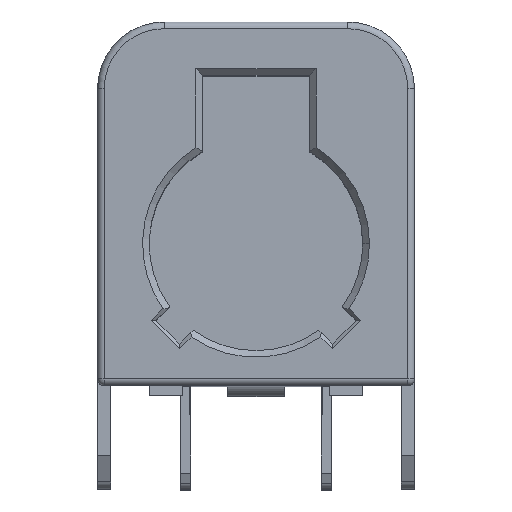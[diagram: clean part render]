
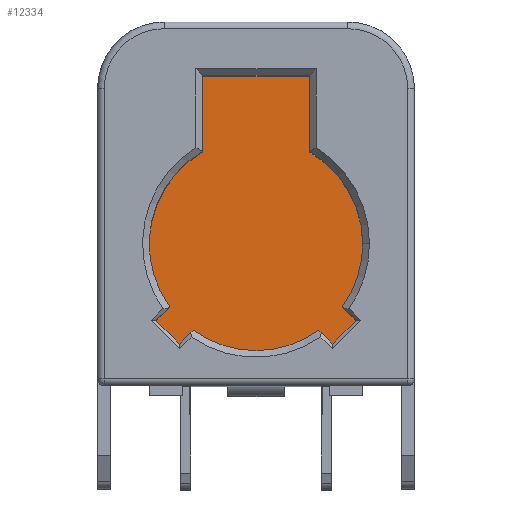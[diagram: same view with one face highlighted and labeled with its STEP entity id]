
A CAD part, top view. The second image highlights one B-rep face of the part: STEP entity #12334.
In plain terms, the highlighted planar face has unit normal (0, 0, 1).
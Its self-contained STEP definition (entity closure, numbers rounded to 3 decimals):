
#34 = VERTEX_POINT ( 'NONE', #7298 ) ;
#76 = CARTESIAN_POINT ( 'NONE',  ( 1.6, 5.05, -2. ) ) ;
#158 = CARTESIAN_POINT ( 'NONE',  ( 0., 0., -2. ) ) ;
#340 = VECTOR ( 'NONE', #837, 1000. ) ;
#419 = VERTEX_POINT ( 'NONE', #8332 ) ;
#664 = FACE_OUTER_BOUND ( 'NONE', #8350, .T. ) ;
#749 = VERTEX_POINT ( 'NONE', #2419 ) ;
#830 = CARTESIAN_POINT ( 'NONE',  ( 1.881, -2.589, -2. ) ) ;
#837 = DIRECTION ( 'NONE',  ( 1., 0., 0. ) ) ;
#939 = ORIENTED_EDGE ( 'NONE', *, *, #13848, .T. ) ;
#1094 = EDGE_CURVE ( 'NONE', #5954, #34, #3305, .T. ) ;
#1187 = CARTESIAN_POINT ( 'NONE',  ( 0., 0., -2. ) ) ;
#1224 = DIRECTION ( 'NONE',  ( 1., 0., 0. ) ) ;
#1303 = LINE ( 'NONE', #8053, #6207 ) ;
#1465 = CIRCLE ( 'NONE', #3308, 3.2 ) ;
#1509 = EDGE_CURVE ( 'NONE', #12190, #5706, #1303, .T. ) ;
#1613 = VERTEX_POINT ( 'NONE', #4147 ) ;
#1638 = ORIENTED_EDGE ( 'NONE', *, *, #2512, .F. ) ;
#1695 = CARTESIAN_POINT ( 'NONE',  ( 3.005, -2.298, -2. ) ) ;
#1718 = ORIENTED_EDGE ( 'NONE', *, *, #4282, .T. ) ;
#1914 = AXIS2_PLACEMENT_3D ( 'NONE', #158, #7861, #1224 ) ;
#2146 = EDGE_CURVE ( 'NONE', #9520, #5954, #8725, .T. ) ;
#2202 = VECTOR ( 'NONE', #8398, 1000. ) ;
#2392 = VERTEX_POINT ( 'NONE', #11021 ) ;
#2419 = CARTESIAN_POINT ( 'NONE',  ( -1.881, -2.589, -2. ) ) ;
#2512 = EDGE_CURVE ( 'NONE', #419, #2392, #12757, .T. ) ;
#2634 = ORIENTED_EDGE ( 'NONE', *, *, #11969, .F. ) ;
#2986 = ORIENTED_EDGE ( 'NONE', *, *, #4883, .F. ) ;
#3159 = DIRECTION ( 'NONE',  ( 1., 0., 0. ) ) ;
#3167 = ORIENTED_EDGE ( 'NONE', *, *, #12864, .F. ) ;
#3236 = AXIS2_PLACEMENT_3D ( 'NONE', #1187, #10211, #9098 ) ;
#3250 = VECTOR ( 'NONE', #3299, 1000. ) ;
#3260 = ORIENTED_EDGE ( 'NONE', *, *, #11375, .T. ) ;
#3283 = VECTOR ( 'NONE', #13917, 1000. ) ;
#3299 = DIRECTION ( 'NONE',  ( 0.707, 0.707, 0. ) ) ;
#3305 = LINE ( 'NONE', #14261, #340 ) ;
#3308 = AXIS2_PLACEMENT_3D ( 'NONE', #7056, #6005, #7116 ) ;
#4059 = ORIENTED_EDGE ( 'NONE', *, *, #14197, .T. ) ;
#4147 = CARTESIAN_POINT ( 'NONE',  ( -2.298, -3.005, -2. ) ) ;
#4262 = CARTESIAN_POINT ( 'NONE',  ( 0., 0., -2. ) ) ;
#4282 = EDGE_CURVE ( 'NONE', #13417, #7061, #7763, .T. ) ;
#4391 = CARTESIAN_POINT ( 'NONE',  ( 3.005, -2.298, -2. ) ) ;
#4465 = VERTEX_POINT ( 'NONE', #830 ) ;
#4509 = CARTESIAN_POINT ( 'NONE',  ( 2.298, -3.005, -2. ) ) ;
#4883 = EDGE_CURVE ( 'NONE', #34, #7061, #13523, .T. ) ;
#4893 = CARTESIAN_POINT ( 'NONE',  ( 0., 0., -2. ) ) ;
#5706 = VERTEX_POINT ( 'NONE', #4509 ) ;
#5762 = ORIENTED_EDGE ( 'NONE', *, *, #1094, .F. ) ;
#5938 = LINE ( 'NONE', #7848, #12104 ) ;
#5954 = VERTEX_POINT ( 'NONE', #8225 ) ;
#6005 = DIRECTION ( 'NONE',  ( 0., 0., 1. ) ) ;
#6056 = LINE ( 'NONE', #14439, #9243 ) ;
#6064 = DIRECTION ( 'NONE',  ( -0.707, -0.707, 0. ) ) ;
#6100 = CARTESIAN_POINT ( 'NONE',  ( -1.6, 5.05, -2. ) ) ;
#6207 = VECTOR ( 'NONE', #6064, 1000. ) ;
#6635 = EDGE_CURVE ( 'NONE', #749, #1613, #5938, .T. ) ;
#6645 = CARTESIAN_POINT ( 'NONE',  ( 3.2, 0., -2. ) ) ;
#6703 = DIRECTION ( 'NONE',  ( -0.707, -0.707, 0. ) ) ;
#6729 = PLANE ( 'NONE',  #1914 ) ;
#7056 = CARTESIAN_POINT ( 'NONE',  ( 0., 0., -2. ) ) ;
#7061 = VERTEX_POINT ( 'NONE', #8427 ) ;
#7116 = DIRECTION ( 'NONE',  ( 1., 0., 0. ) ) ;
#7298 = CARTESIAN_POINT ( 'NONE',  ( 1.6, 5.05, -2. ) ) ;
#7311 = CARTESIAN_POINT ( 'NONE',  ( 2.589, -1.881, -2. ) ) ;
#7763 = CIRCLE ( 'NONE', #10714, 3.2 ) ;
#7848 = CARTESIAN_POINT ( 'NONE',  ( -2.298, -3.005, -2. ) ) ;
#7852 = CARTESIAN_POINT ( 'NONE',  ( -1.6, 2.771, -2. ) ) ;
#7861 = DIRECTION ( 'NONE',  ( 0., 0., 1. ) ) ;
#8053 = CARTESIAN_POINT ( 'NONE',  ( 2.298, -3.005, -2. ) ) ;
#8225 = CARTESIAN_POINT ( 'NONE',  ( -1.6, 5.05, -2. ) ) ;
#8241 = CIRCLE ( 'NONE', #11069, 3.2 ) ;
#8332 = CARTESIAN_POINT ( 'NONE',  ( -3.005, -2.298, -2. ) ) ;
#8350 = EDGE_LOOP ( 'NONE', ( #939, #1638, #14129, #11139, #3260, #3167, #10400, #2634, #4059, #1718, #2986, #5762, #8543 ) ) ;
#8398 = DIRECTION ( 'NONE',  ( 0., 1., 0. ) ) ;
#8427 = CARTESIAN_POINT ( 'NONE',  ( 1.6, 2.771, -2. ) ) ;
#8543 = ORIENTED_EDGE ( 'NONE', *, *, #2146, .F. ) ;
#8586 = LINE ( 'NONE', #1695, #3283 ) ;
#8725 = LINE ( 'NONE', #6100, #2202 ) ;
#9098 = DIRECTION ( 'NONE',  ( 1., 0., 0. ) ) ;
#9243 = VECTOR ( 'NONE', #11122, 1000. ) ;
#9346 = EDGE_CURVE ( 'NONE', #1613, #419, #9359, .T. ) ;
#9359 = LINE ( 'NONE', #12631, #12009 ) ;
#9520 = VERTEX_POINT ( 'NONE', #7852 ) ;
#9865 = VECTOR ( 'NONE', #13608, 1000. ) ;
#9968 = CARTESIAN_POINT ( 'NONE',  ( -2.589, -1.881, -2. ) ) ;
#10211 = DIRECTION ( 'NONE',  ( 0., 0., 1. ) ) ;
#10400 = ORIENTED_EDGE ( 'NONE', *, *, #1509, .F. ) ;
#10454 = DIRECTION ( 'NONE',  ( -0.707, 0.707, 0. ) ) ;
#10648 = DIRECTION ( 'NONE',  ( 0., 0., 1. ) ) ;
#10714 = AXIS2_PLACEMENT_3D ( 'NONE', #4893, #10648, #12821 ) ;
#11021 = CARTESIAN_POINT ( 'NONE',  ( -2.589, -1.881, -2. ) ) ;
#11069 = AXIS2_PLACEMENT_3D ( 'NONE', #4262, #11968, #3159 ) ;
#11122 = DIRECTION ( 'NONE',  ( -0.707, 0.707, 0. ) ) ;
#11139 = ORIENTED_EDGE ( 'NONE', *, *, #6635, .F. ) ;
#11375 = EDGE_CURVE ( 'NONE', #749, #4465, #8241, .T. ) ;
#11488 = CIRCLE ( 'NONE', #3236, 3.2 ) ;
#11968 = DIRECTION ( 'NONE',  ( 0., 0., 1. ) ) ;
#11969 = EDGE_CURVE ( 'NONE', #12041, #12190, #8586, .T. ) ;
#12009 = VECTOR ( 'NONE', #10454, 1000. ) ;
#12041 = VERTEX_POINT ( 'NONE', #7311 ) ;
#12104 = VECTOR ( 'NONE', #6703, 1000. ) ;
#12190 = VERTEX_POINT ( 'NONE', #4391 ) ;
#12334 = ADVANCED_FACE ( 'NONE', ( #664 ), #6729, .T. ) ;
#12631 = CARTESIAN_POINT ( 'NONE',  ( -3.005, -2.298, -2. ) ) ;
#12757 = LINE ( 'NONE', #9968, #3250 ) ;
#12821 = DIRECTION ( 'NONE',  ( 1., 0., 0. ) ) ;
#12864 = EDGE_CURVE ( 'NONE', #5706, #4465, #6056, .T. ) ;
#13417 = VERTEX_POINT ( 'NONE', #6645 ) ;
#13523 = LINE ( 'NONE', #76, #9865 ) ;
#13608 = DIRECTION ( 'NONE',  ( 0., -1., 0. ) ) ;
#13848 = EDGE_CURVE ( 'NONE', #9520, #2392, #1465, .T. ) ;
#13917 = DIRECTION ( 'NONE',  ( 0.707, -0.707, 0. ) ) ;
#14129 = ORIENTED_EDGE ( 'NONE', *, *, #9346, .F. ) ;
#14197 = EDGE_CURVE ( 'NONE', #12041, #13417, #11488, .T. ) ;
#14261 = CARTESIAN_POINT ( 'NONE',  ( -1.6, 5.05, -2. ) ) ;
#14439 = CARTESIAN_POINT ( 'NONE',  ( 1.881, -2.589, -2. ) ) ;
